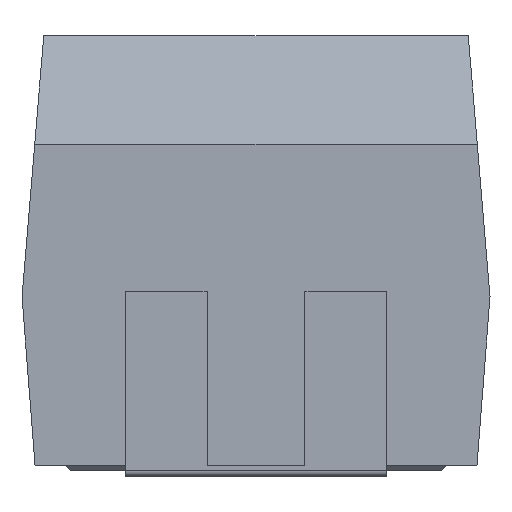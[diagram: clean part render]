
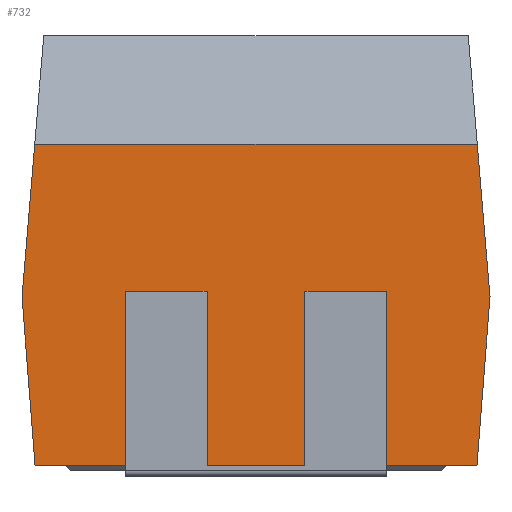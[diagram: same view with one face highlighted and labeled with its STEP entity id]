
A CAD part, front view. The second image highlights one B-rep face of the part: STEP entity #732.
In plain terms, the highlighted planar face has unit normal (0, -1, 0).
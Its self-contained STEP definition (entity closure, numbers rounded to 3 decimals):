
#154=DIRECTION('',(1.,0.,0.));
#155=VECTOR('',#154,4.067);
#156=CARTESIAN_POINT('',(-2.033,-3.55,3.05));
#157=LINE('',#156,#155);
#158=DIRECTION('',(-0.083,0.,0.997));
#159=VECTOR('',#158,1.405);
#160=CARTESIAN_POINT('',(2.15,-3.55,1.65));
#161=LINE('',#160,#159);
#162=DIRECTION('',(0.077,0.,0.997));
#163=VECTOR('',#162,1.555);
#164=CARTESIAN_POINT('',(2.03,-3.55,0.1));
#165=LINE('',#164,#163);
#166=DIRECTION('',(1.,0.,0.));
#167=VECTOR('',#166,0.83);
#168=CARTESIAN_POINT('',(1.2,-3.55,0.1));
#169=LINE('',#168,#167);
#170=DIRECTION('',(0.,0.,1.));
#171=VECTOR('',#170,1.6);
#172=CARTESIAN_POINT('',(1.2,-3.55,0.1));
#173=LINE('',#172,#171);
#174=DIRECTION('',(1.,0.,0.));
#175=VECTOR('',#174,0.75);
#176=CARTESIAN_POINT('',(0.45,-3.55,1.7));
#177=LINE('',#176,#175);
#178=DIRECTION('',(0.,0.,1.));
#179=VECTOR('',#178,1.6);
#180=CARTESIAN_POINT('',(0.45,-3.55,0.1));
#181=LINE('',#180,#179);
#182=DIRECTION('',(1.,0.,0.));
#183=VECTOR('',#182,0.9);
#184=CARTESIAN_POINT('',(-0.45,-3.55,0.1));
#185=LINE('',#184,#183);
#186=DIRECTION('',(0.,0.,1.));
#187=VECTOR('',#186,1.6);
#188=CARTESIAN_POINT('',(-0.45,-3.55,0.1));
#189=LINE('',#188,#187);
#190=DIRECTION('',(1.,0.,0.));
#191=VECTOR('',#190,0.75);
#192=CARTESIAN_POINT('',(-1.2,-3.55,1.7));
#193=LINE('',#192,#191);
#194=DIRECTION('',(0.,0.,1.));
#195=VECTOR('',#194,1.6);
#196=CARTESIAN_POINT('',(-1.2,-3.55,0.1));
#197=LINE('',#196,#195);
#198=DIRECTION('',(1.,0.,0.));
#199=VECTOR('',#198,0.83);
#200=CARTESIAN_POINT('',(-2.03,-3.55,0.1));
#201=LINE('',#200,#199);
#202=DIRECTION('',(0.077,0.,-0.997));
#203=VECTOR('',#202,1.555);
#204=CARTESIAN_POINT('',(-2.15,-3.55,1.65));
#205=LINE('',#204,#203);
#206=DIRECTION('',(-0.083,0.,-0.997));
#207=VECTOR('',#206,1.405);
#208=CARTESIAN_POINT('',(-2.033,-3.55,3.05));
#209=LINE('',#208,#207);
#414=CARTESIAN_POINT('',(-1.2,-3.55,1.7));
#415=CARTESIAN_POINT('',(-0.45,-3.55,1.7));
#416=VERTEX_POINT('',#414);
#417=VERTEX_POINT('',#415);
#418=CARTESIAN_POINT('',(-1.2,-3.55,0.1));
#419=VERTEX_POINT('',#418);
#420=CARTESIAN_POINT('',(1.2,-3.55,0.1));
#421=CARTESIAN_POINT('',(1.2,-3.55,1.7));
#422=VERTEX_POINT('',#420);
#423=VERTEX_POINT('',#421);
#462=CARTESIAN_POINT('',(2.03,-3.55,0.1));
#463=VERTEX_POINT('',#462);
#464=CARTESIAN_POINT('',(2.15,-3.55,1.65));
#465=VERTEX_POINT('',#464);
#466=CARTESIAN_POINT('',(-2.15,-3.55,1.65));
#467=CARTESIAN_POINT('',(-2.03,-3.55,0.1));
#468=VERTEX_POINT('',#466);
#469=VERTEX_POINT('',#467);
#475=CARTESIAN_POINT('',(2.033,-3.55,3.05));
#477=VERTEX_POINT('',#475);
#478=CARTESIAN_POINT('',(-2.033,-3.55,3.05));
#479=VERTEX_POINT('',#478);
#500=CARTESIAN_POINT('',(0.45,-3.55,1.7));
#501=VERTEX_POINT('',#500);
#502=CARTESIAN_POINT('',(0.45,-3.55,0.1));
#503=VERTEX_POINT('',#502);
#504=CARTESIAN_POINT('',(-0.45,-3.55,0.1));
#505=VERTEX_POINT('',#504);
#702=CARTESIAN_POINT('',(-2.15,-3.55,0.05));
#703=DIRECTION('',(0.,-1.,0.));
#704=DIRECTION('',(1.,0.,0.));
#705=AXIS2_PLACEMENT_3D('',#702,#703,#704);
#706=PLANE('',#705);
#707=ORIENTED_EDGE('',*,*,#686,.T.);
#708=ORIENTED_EDGE('',*,*,#668,.F.);
#709=ORIENTED_EDGE('',*,*,#611,.F.);
#710=ORIENTED_EDGE('',*,*,#582,.F.);
#712=ORIENTED_EDGE('',*,*,#711,.T.);
#714=ORIENTED_EDGE('',*,*,#713,.F.);
#716=ORIENTED_EDGE('',*,*,#715,.F.);
#718=ORIENTED_EDGE('',*,*,#717,.F.);
#720=ORIENTED_EDGE('',*,*,#719,.T.);
#722=ORIENTED_EDGE('',*,*,#721,.F.);
#724=ORIENTED_EDGE('',*,*,#723,.F.);
#725=ORIENTED_EDGE('',*,*,#574,.F.);
#727=ORIENTED_EDGE('',*,*,#726,.F.);
#729=ORIENTED_EDGE('',*,*,#728,.F.);
#730=EDGE_LOOP('',(#707,#708,#709,#710,#712,#714,#716,#718,#720,#722,#724,#725,
#727,#729));
#731=FACE_OUTER_BOUND('',#730,.F.);
#732=ADVANCED_FACE('',(#731),#706,.T.);
#574=EDGE_CURVE('',#469,#419,#201,.T.);
#582=EDGE_CURVE('',#422,#463,#169,.T.);
#611=EDGE_CURVE('',#463,#465,#165,.T.);
#668=EDGE_CURVE('',#465,#477,#161,.T.);
#686=EDGE_CURVE('',#479,#477,#157,.T.);
#711=EDGE_CURVE('',#422,#423,#173,.T.);
#713=EDGE_CURVE('',#501,#423,#177,.T.);
#715=EDGE_CURVE('',#503,#501,#181,.T.);
#717=EDGE_CURVE('',#505,#503,#185,.T.);
#719=EDGE_CURVE('',#505,#417,#189,.T.);
#721=EDGE_CURVE('',#416,#417,#193,.T.);
#723=EDGE_CURVE('',#419,#416,#197,.T.);
#726=EDGE_CURVE('',#468,#469,#205,.T.);
#728=EDGE_CURVE('',#479,#468,#209,.T.);
